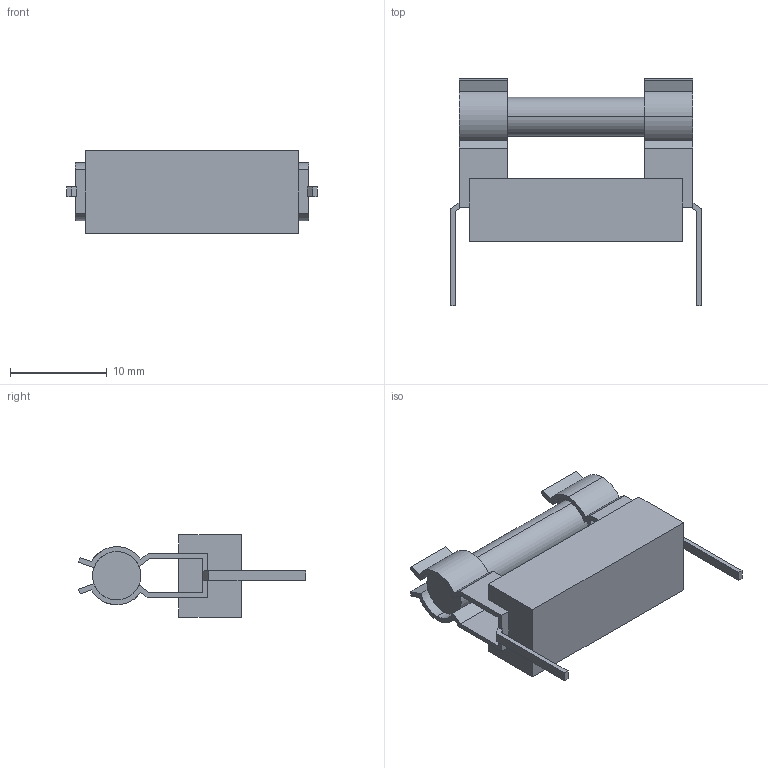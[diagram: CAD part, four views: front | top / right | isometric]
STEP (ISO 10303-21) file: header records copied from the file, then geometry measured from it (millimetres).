
FILE_DESCRIPTION (( 'STEP AP203' ), '1' );
FILE_NAME ('Assy fuse_1.STEP', '2021-02-07T03:32:55', ( 'Bill' ), ( '' ), 'SwSTEP 2.0', 'SolidWorks 2015', '' );
FILE_SCHEMA (( 'CONFIG_CONTROL_DESIGN' ));
Length unit declared in the file: millimetre
Products named in the file (5): fuse; contact; Electrode; Assy fuse_1; base
Assembly tree (6 placements, depth 2):
  Assy fuse_1
    base
    fuse
    contact  x2
    Electrode  x2
Bounding box: 25.9 x 23.45 x 8.5 mm (x, y, z)
Volume: 1574.8 mm3; surface area: 2061.3 mm2
Topology: 6 solids, 6 shells, 90 faces, 230 edges, 152 vertices
Faces by surface type: plane 72, cylinder 18
Entity records: 2191 total; most frequent: CARTESIAN_POINT 289, DIRECTION 282, ORIENTED_EDGE 272, EDGE_CURVE 136, VECTOR 116, LINE 116, VERTEX_POINT 90, AXIS2_PLACEMENT_3D 83
